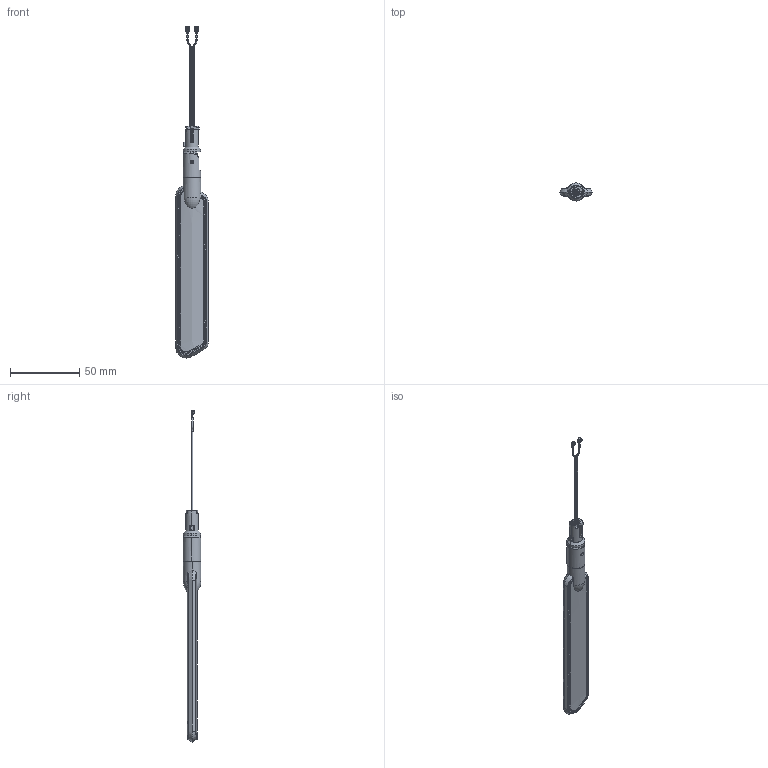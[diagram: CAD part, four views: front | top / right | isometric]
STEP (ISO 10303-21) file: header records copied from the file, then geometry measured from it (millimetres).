
FILE_DESCRIPTION (( 'STEP AP214' ), '1' );
FILE_NAME ('TG.55.8113_Web.STEP', '2024-05-09T01:58:18', ( '' ), ( '' ), 'SwSTEP 2.0', 'SolidWorks 2022', '' );
FILE_SCHEMA (( 'AUTOMOTIVE_DESIGN' ));
Length unit declared in the file: millimetre
Products named in the file (1): TG.55.8113_Web
Bounding box: 23.88 x 13 x 240.31 mm (x, y, z)
Surface area: 10236.3 mm2 (no closed solid volume)
Topology: 0 solids, 25 shells, 456 faces, 2071 edges, 1561 vertices
Faces by surface type: plane 189, cylinder 135, bspline 75, cone 44, torus 9, sphere 4
Entity records: 70986 total; most frequent: CARTESIAN_POINT 50783, ORIENTED_EDGE 3010, DIRECTION 2742, EDGE_CURVE 2058, VERTEX_POINT 1561, LINE 1056, VECTOR 1056, AXIS2_PLACEMENT_3D 843
